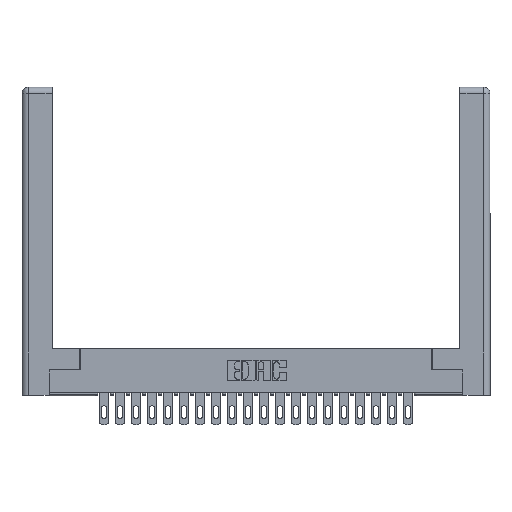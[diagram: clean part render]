
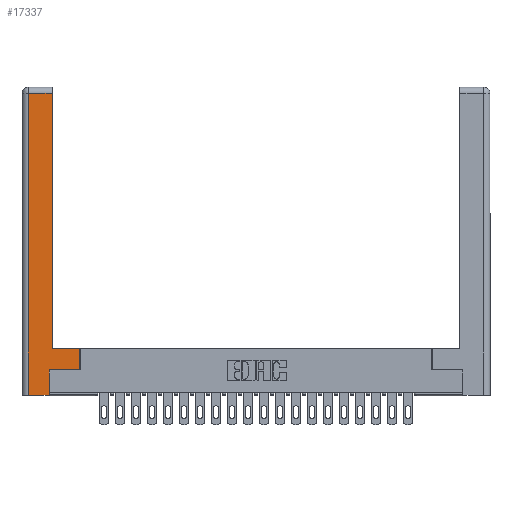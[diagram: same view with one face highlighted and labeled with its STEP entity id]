
A CAD part, top view. The second image highlights one B-rep face of the part: STEP entity #17337.
In plain terms, the highlighted planar face has unit normal (0, 0, 1).
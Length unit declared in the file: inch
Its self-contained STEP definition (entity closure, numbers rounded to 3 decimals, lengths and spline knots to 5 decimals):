
#222 = ORIENTED_EDGE ( 'NONE', *, *, #13021, .T. ) ;
#352 = CARTESIAN_POINT ( 'NONE',  ( 0.265, 0.245, 0. ) ) ;
#381 = LINE ( 'NONE', #18088, #2562 ) ;
#1161 = LINE ( 'NONE', #6677, #18337 ) ;
#1182 = CARTESIAN_POINT ( 'NONE',  ( 0.265, 0.245, 0. ) ) ;
#1683 = CARTESIAN_POINT ( 'NONE',  ( 0.0615, 2.94, 0. ) ) ;
#1746 = VECTOR ( 'NONE', #14144, 39.37008 ) ;
#1921 = CARTESIAN_POINT ( 'NONE',  ( 0.565, 0.245, 0. ) ) ;
#2562 = VECTOR ( 'NONE', #4799, 39.37008 ) ;
#2567 = VECTOR ( 'NONE', #15304, 39.37008 ) ;
#2666 = FACE_OUTER_BOUND ( 'NONE', #8689, .T. ) ;
#2892 = DIRECTION ( 'NONE',  ( 0., -1., 0. ) ) ;
#3108 = VECTOR ( 'NONE', #15221, 39.37008 ) ;
#3777 = ORIENTED_EDGE ( 'NONE', *, *, #17370, .T. ) ;
#4653 = EDGE_CURVE ( 'NONE', #9115, #22096, #1161, .T. ) ;
#4799 = DIRECTION ( 'NONE',  ( -1., 0., 0. ) ) ;
#5542 = VECTOR ( 'NONE', #2892, 39.37008 ) ;
#6130 = LINE ( 'NONE', #352, #3108 ) ;
#6607 = DIRECTION ( 'NONE',  ( 1., 0., 0. ) ) ;
#6677 = CARTESIAN_POINT ( 'NONE',  ( 0.0615, 2.94, 0. ) ) ;
#6751 = EDGE_CURVE ( 'NONE', #13122, #7371, #19764, .T. ) ;
#6831 = CARTESIAN_POINT ( 'NONE',  ( 0., 0., 0. ) ) ;
#7067 = CARTESIAN_POINT ( 'NONE',  ( 0.565, 0.245, 0. ) ) ;
#7243 = VERTEX_POINT ( 'NONE', #7067 ) ;
#7371 = VERTEX_POINT ( 'NONE', #24284 ) ;
#7822 = ORIENTED_EDGE ( 'NONE', *, *, #11309, .T. ) ;
#8662 = PLANE ( 'NONE',  #13015 ) ;
#8689 = EDGE_LOOP ( 'NONE', ( #222, #15796, #3777, #23280, #7822, #21395, #8888, #20635 ) ) ;
#8888 = ORIENTED_EDGE ( 'NONE', *, *, #9428, .T. ) ;
#9115 = VERTEX_POINT ( 'NONE', #17115 ) ;
#9428 = EDGE_CURVE ( 'NONE', #7243, #18012, #18092, .T. ) ;
#10137 = DIRECTION ( 'NONE',  ( -1., 0., 0. ) ) ;
#10164 = VECTOR ( 'NONE', #6607, 39.37008 ) ;
#11260 = LINE ( 'NONE', #1921, #2567 ) ;
#11309 = EDGE_CURVE ( 'NONE', #7371, #16161, #6130, .T. ) ;
#12109 = LINE ( 'NONE', #21948, #14942 ) ;
#12157 = EDGE_CURVE ( 'NONE', #18012, #14331, #381, .T. ) ;
#12354 = DIRECTION ( 'NONE',  ( 0., 1., 0. ) ) ;
#13015 = AXIS2_PLACEMENT_3D ( 'NONE', #6831, #16188, #10137 ) ;
#13021 = EDGE_CURVE ( 'NONE', #14331, #9115, #12109, .T. ) ;
#13122 = VERTEX_POINT ( 'NONE', #15048 ) ;
#14144 = DIRECTION ( 'NONE',  ( 0., 1., 0. ) ) ;
#14178 = DIRECTION ( 'NONE',  ( -1., 0., 0. ) ) ;
#14331 = VERTEX_POINT ( 'NONE', #15656 ) ;
#14942 = VECTOR ( 'NONE', #12354, 39.37008 ) ;
#15048 = CARTESIAN_POINT ( 'NONE',  ( 0.0615, 0., 0. ) ) ;
#15221 = DIRECTION ( 'NONE',  ( 0., 1., 0. ) ) ;
#15304 = DIRECTION ( 'NONE',  ( 1., 0., 0. ) ) ;
#15656 = CARTESIAN_POINT ( 'NONE',  ( 0.295, 0.45, 0. ) ) ;
#15796 = ORIENTED_EDGE ( 'NONE', *, *, #4653, .T. ) ;
#16161 = VERTEX_POINT ( 'NONE', #1182 ) ;
#16188 = DIRECTION ( 'NONE',  ( 0., 0., -1. ) ) ;
#16776 = CARTESIAN_POINT ( 'NONE',  ( 0.565, 0.45, 0. ) ) ;
#17115 = CARTESIAN_POINT ( 'NONE',  ( 0.295, 2.94, 0. ) ) ;
#17337 = ADVANCED_FACE ( 'NONE', ( #2666 ), #8662, .F. ) ;
#17370 = EDGE_CURVE ( 'NONE', #22096, #13122, #21840, .T. ) ;
#17938 = CARTESIAN_POINT ( 'NONE',  ( 0.265, 0., 0. ) ) ;
#18012 = VERTEX_POINT ( 'NONE', #16776 ) ;
#18088 = CARTESIAN_POINT ( 'NONE',  ( 0.295, 0.45, 0. ) ) ;
#18092 = LINE ( 'NONE', #23882, #1746 ) ;
#18337 = VECTOR ( 'NONE', #14178, 39.37008 ) ;
#19745 = CARTESIAN_POINT ( 'NONE',  ( 0.0615, 0., 0. ) ) ;
#19764 = LINE ( 'NONE', #17938, #10164 ) ;
#20635 = ORIENTED_EDGE ( 'NONE', *, *, #12157, .T. ) ;
#21395 = ORIENTED_EDGE ( 'NONE', *, *, #23887, .T. ) ;
#21840 = LINE ( 'NONE', #19745, #5542 ) ;
#21948 = CARTESIAN_POINT ( 'NONE',  ( 0.295, 3., 0. ) ) ;
#22096 = VERTEX_POINT ( 'NONE', #1683 ) ;
#23280 = ORIENTED_EDGE ( 'NONE', *, *, #6751, .T. ) ;
#23882 = CARTESIAN_POINT ( 'NONE',  ( 0.565, 0.45, 0. ) ) ;
#23887 = EDGE_CURVE ( 'NONE', #16161, #7243, #11260, .T. ) ;
#24284 = CARTESIAN_POINT ( 'NONE',  ( 0.265, 0., 0. ) ) ;
